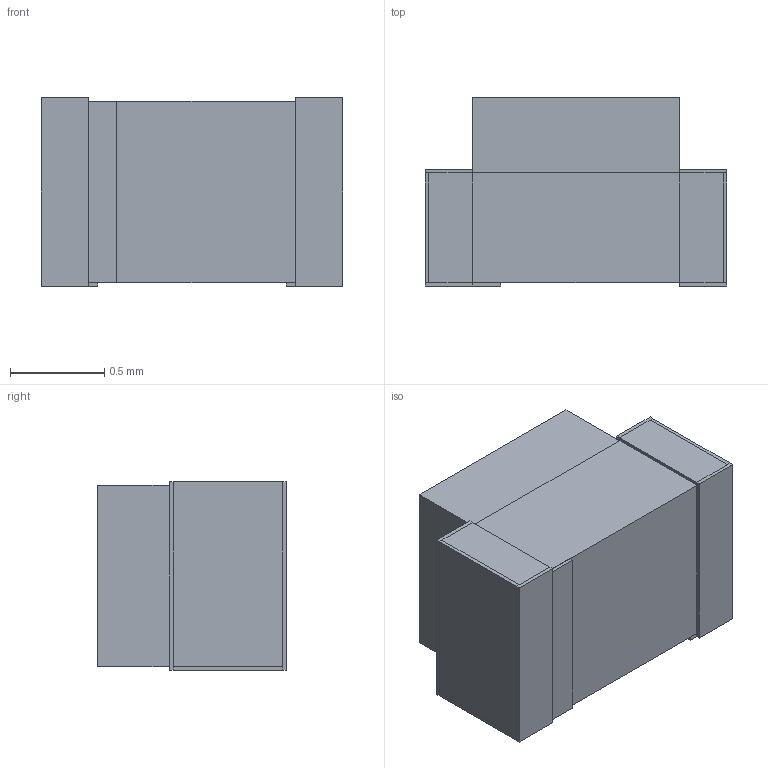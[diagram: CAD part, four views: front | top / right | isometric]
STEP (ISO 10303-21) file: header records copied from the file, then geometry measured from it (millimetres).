
FILE_DESCRIPTION(('FreeCAD Model'),'2;1');
FILE_NAME('12682273.1.2.stp','2022-01-13T06:35:18',( 'Author'),(''),'Open CASCADE STEP processor 6.9','FreeCAD','Unknown' );
FILE_SCHEMA(('AUTOMOTIVE_DESIGN { 1 0 10303 214 1 1 1 1 }'));
Length unit declared in the file: millimetre
Products named in the file (4): ASSEMBLY; solidBody; solidLead; solidMark
Assembly tree (3 placements, depth 2):
  ASSEMBLY
    solidBody
    solidLead
    solidMark
Bounding box: 1.6 x 1 x 1 mm (x, y, z)
Volume: 1.6 mm3; surface area: 12.1 mm2
Topology: 4 solids, 4 shells, 62 faces, 134 edges, 80 vertices
Faces by surface type: plane 62
Entity records: 3452 total; most frequent: CARTESIAN_POINT 552, DIRECTION 530, LINE 398, VECTOR 398, ORIENTED_EDGE 268, PCURVE 268, DEFINITIONAL_REPRESENTATION 268, EDGE_CURVE 134
